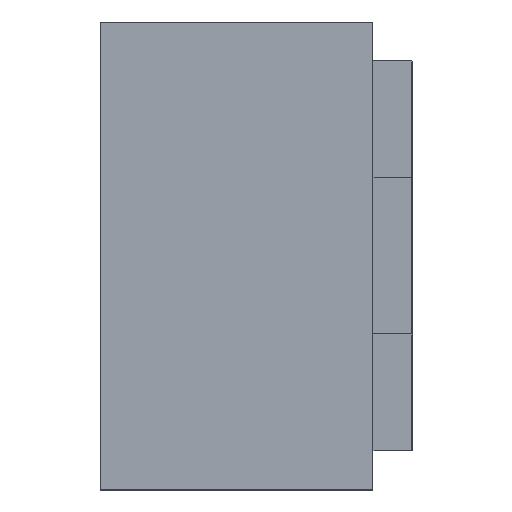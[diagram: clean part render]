
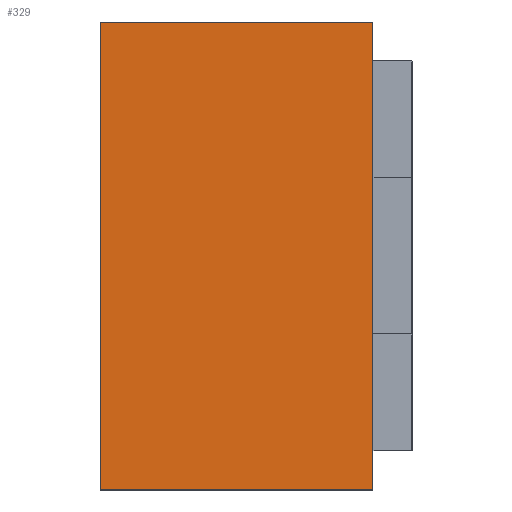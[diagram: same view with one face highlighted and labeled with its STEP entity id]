
A CAD part, left-side view. The second image highlights one B-rep face of the part: STEP entity #329.
In plain terms, the highlighted planar face has unit normal (-1, 0, 0).
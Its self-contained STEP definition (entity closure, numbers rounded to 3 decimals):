
#10 = DIRECTION ( 'NONE',  ( 0., 0., 1. ) ) ;
#11 = DIRECTION ( 'NONE',  ( 0., 0., 1. ) ) ;
#48 = FACE_OUTER_BOUND ( 'NONE', #639, .T. ) ;
#49 = ORIENTED_EDGE ( 'NONE', *, *, #591, .T. ) ;
#65 = LINE ( 'NONE', #521, #332 ) ;
#74 = CARTESIAN_POINT ( 'NONE',  ( -0.5, 0.4, -0.3 ) ) ;
#98 = VERTEX_POINT ( 'NONE', #74 ) ;
#103 = LINE ( 'NONE', #274, #687 ) ;
#151 = PLANE ( 'NONE',  #642 ) ;
#167 = VERTEX_POINT ( 'NONE', #629 ) ;
#209 = DIRECTION ( 'NONE',  ( 0., 0., -1. ) ) ;
#245 = ORIENTED_EDGE ( 'NONE', *, *, #692, .F. ) ;
#261 = ORIENTED_EDGE ( 'NONE', *, *, #546, .T. ) ;
#274 = CARTESIAN_POINT ( 'NONE',  ( -0.5, 0.4, 0.3 ) ) ;
#328 = DIRECTION ( 'NONE',  ( 0., -1., 0. ) ) ;
#329 = ADVANCED_FACE ( 'NONE', ( #48 ), #151, .F. ) ;
#331 = CARTESIAN_POINT ( 'NONE',  ( -0.5, 1.966, -0.3 ) ) ;
#332 = VECTOR ( 'NONE', #679, 1000. ) ;
#334 = VECTOR ( 'NONE', #328, 1000. ) ;
#340 = CARTESIAN_POINT ( 'NONE',  ( -0.5, 0.05, 0.3 ) ) ;
#366 = CARTESIAN_POINT ( 'NONE',  ( -0.5, 0.05, 0.3 ) ) ;
#415 = CARTESIAN_POINT ( 'NONE',  ( -0.5, 1.966, 0.3 ) ) ;
#450 = VERTEX_POINT ( 'NONE', #541 ) ;
#478 = LINE ( 'NONE', #331, #334 ) ;
#481 = ORIENTED_EDGE ( 'NONE', *, *, #519, .F. ) ;
#497 = VERTEX_POINT ( 'NONE', #366 ) ;
#519 = EDGE_CURVE ( 'NONE', #98, #450, #103, .T. ) ;
#521 = CARTESIAN_POINT ( 'NONE',  ( -0.5, 1.966, 0.3 ) ) ;
#539 = DIRECTION ( 'NONE',  ( 1., 0., 0. ) ) ;
#541 = CARTESIAN_POINT ( 'NONE',  ( -0.5, 0.4, 0.3 ) ) ;
#546 = EDGE_CURVE ( 'NONE', #98, #167, #478, .T. ) ;
#576 = LINE ( 'NONE', #340, #686 ) ;
#591 = EDGE_CURVE ( 'NONE', #167, #497, #576, .T. ) ;
#629 = CARTESIAN_POINT ( 'NONE',  ( -0.5, 0.05, -0.3 ) ) ;
#639 = EDGE_LOOP ( 'NONE', ( #481, #261, #49, #245 ) ) ;
#642 = AXIS2_PLACEMENT_3D ( 'NONE', #415, #539, #209 ) ;
#679 = DIRECTION ( 'NONE',  ( 0., -1., 0. ) ) ;
#686 = VECTOR ( 'NONE', #10, 1000. ) ;
#687 = VECTOR ( 'NONE', #11, 1000. ) ;
#692 = EDGE_CURVE ( 'NONE', #450, #497, #65, .T. ) ;
